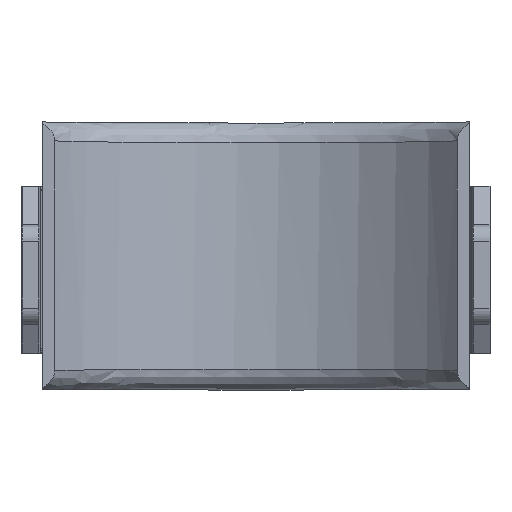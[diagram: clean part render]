
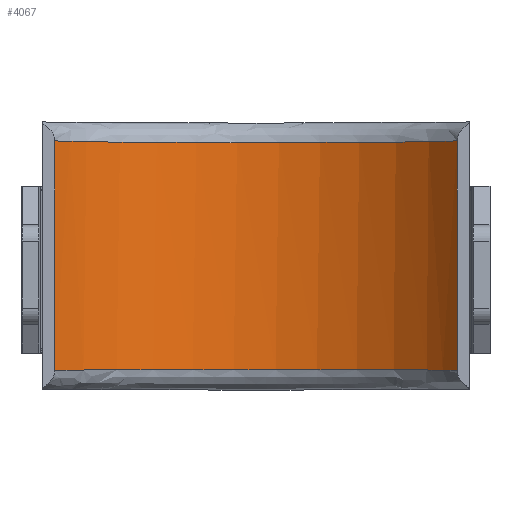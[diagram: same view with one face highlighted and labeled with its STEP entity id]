
A CAD part, front view. The second image highlights one B-rep face of the part: STEP entity #4067.
In plain terms, the highlighted cylindrical face has radius 38.5 mm (diameter 77 mm), a partial arc.
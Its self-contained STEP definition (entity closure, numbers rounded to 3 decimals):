
#177 = CARTESIAN_POINT ( 'NONE',  ( -2.933, -0.002, -16.999 ) ) ;
#231 = EDGE_LOOP ( 'NONE', ( #1214, #4018, #9485, #1757 ) ) ;
#288 = CARTESIAN_POINT ( 'NONE',  ( 19.32, -5.073, 17.018 ) ) ;
#356 = CARTESIAN_POINT ( 'NONE',  ( 2.864, -0.079, 16.999 ) ) ;
#393 = CARTESIAN_POINT ( 'NONE',  ( 21.743, -6.598, -17.031 ) ) ;
#467 = DIRECTION ( 'NONE',  ( 0., 0., -1. ) ) ;
#579 = CARTESIAN_POINT ( 'NONE',  ( 26.169, -10.252, 17.082 ) ) ;
#828 = VECTOR ( 'NONE', #467, 1000. ) ;
#1214 = ORIENTED_EDGE ( 'NONE', *, *, #1627, .T. ) ;
#1364 = CARTESIAN_POINT ( 'NONE',  ( 30.104, -14.5, -17.167 ) ) ;
#1406 = CARTESIAN_POINT ( 'NONE',  ( -14.089, -2.641, 17.004 ) ) ;
#1426 = CARTESIAN_POINT ( 'NONE',  ( -30.104, -14.5, 17.167 ) ) ;
#1444 = EDGE_CURVE ( 'NONE', #3577, #11130, #9137, .T. ) ;
#1627 = EDGE_CURVE ( 'NONE', #9886, #3577, #5275, .T. ) ;
#1665 = CARTESIAN_POINT ( 'NONE',  ( -30.104, -14.5, -17.167 ) ) ;
#1757 = ORIENTED_EDGE ( 'NONE', *, *, #7427, .T. ) ;
#1799 = CARTESIAN_POINT ( 'NONE',  ( -30.104, -14.5, 20. ) ) ;
#2540 = CARTESIAN_POINT ( 'NONE',  ( -9.968, -1.285, -17. ) ) ;
#2647 = CARTESIAN_POINT ( 'NONE',  ( -5.778, -0.328, 16.999 ) ) ;
#2679 = CARTESIAN_POINT ( 'NONE',  ( 11.357, -1.685, -17.001 ) ) ;
#2720 = CARTESIAN_POINT ( 'NONE',  ( -2.933, -0.002, 16.999 ) ) ;
#3172 = CARTESIAN_POINT ( 'NONE',  ( -30.104, -14.5, -17.167 ) ) ;
#3577 = VERTEX_POINT ( 'NONE', #3172 ) ;
#3650 = CARTESIAN_POINT ( 'NONE',  ( 5.742, -0.424, -16.999 ) ) ;
#3691 = CARTESIAN_POINT ( 'NONE',  ( 21.743, -6.598, 17.031 ) ) ;
#3896 = AXIS2_PLACEMENT_3D ( 'NONE', #6232, #14070, #6087 ) ;
#3909 = CARTESIAN_POINT ( 'NONE',  ( 14.063, -2.653, 17.005 ) ) ;
#4018 = ORIENTED_EDGE ( 'NONE', *, *, #1444, .T. ) ;
#4067 = ADVANCED_FACE ( 'NONE', ( #12003 ), #5036, .F. ) ;
#4342 = VERTEX_POINT ( 'NONE', #14452 ) ;
#4697 = CARTESIAN_POINT ( 'NONE',  ( 7.875, -0.807, -17. ) ) ;
#4808 = CARTESIAN_POINT ( 'NONE',  ( -28.296, -12.232, 17.114 ) ) ;
#4877 = CARTESIAN_POINT ( 'NONE',  ( 5.023, -0.322, 16.999 ) ) ;
#4910 = CARTESIAN_POINT ( 'NONE',  ( 25.094, -9.293, -17.067 ) ) ;
#4951 = CARTESIAN_POINT ( 'NONE',  ( 29.2, -13.366, 17.14 ) ) ;
#5020 = CARTESIAN_POINT ( 'NONE',  ( 24.545, -8.83, 17.061 ) ) ;
#5036 = CYLINDRICAL_SURFACE ( 'NONE', #3896, 38.5 ) ;
#5093 = CARTESIAN_POINT ( 'NONE',  ( -19.29, -5.058, 17.018 ) ) ;
#5238 = CARTESIAN_POINT ( 'NONE',  ( -30.104, -14.5, 17.167 ) ) ;
#5275 = LINE ( 'NONE', #1799, #828 ) ;
#5806 = CARTESIAN_POINT ( 'NONE',  ( 16.058, -3.501, -17.009 ) ) ;
#5886 = CARTESIAN_POINT ( 'NONE',  ( 26.696, -10.749, -17.091 ) ) ;
#5926 = CARTESIAN_POINT ( 'NONE',  ( -26.255, -10.192, 17.079 ) ) ;
#5945 = LINE ( 'NONE', #10452, #9186 ) ;
#5955 = CARTESIAN_POINT ( 'NONE',  ( -14.089, -2.641, -17.004 ) ) ;
#5996 = CARTESIAN_POINT ( 'NONE',  ( 28.235, -12.286, 17.118 ) ) ;
#6027 = CARTESIAN_POINT ( 'NONE',  ( 26.169, -10.252, -17.082 ) ) ;
#6087 = DIRECTION ( 'NONE',  ( -1., 0., 0. ) ) ;
#6104 = CARTESIAN_POINT ( 'NONE',  ( -11.351, -1.683, -17.001 ) ) ;
#6143 = CARTESIAN_POINT ( 'NONE',  ( -15.418, -3.193, 17.007 ) ) ;
#6213 = CARTESIAN_POINT ( 'NONE',  ( 30.104, -14.5, 17.167 ) ) ;
#6232 = CARTESIAN_POINT ( 'NONE',  ( 0., -38.5, 20. ) ) ;
#6917 = CARTESIAN_POINT ( 'NONE',  ( -5.778, -0.328, -16.999 ) ) ;
#7062 = CARTESIAN_POINT ( 'NONE',  ( 1.419, 0.001, -16.999 ) ) ;
#7172 = CARTESIAN_POINT ( 'NONE',  ( -9.968, -1.285, 17. ) ) ;
#7246 = CARTESIAN_POINT ( 'NONE',  ( -11.351, -1.683, 17.001 ) ) ;
#7427 = EDGE_CURVE ( 'NONE', #4342, #9886, #10782, .T. ) ;
#8017 = CARTESIAN_POINT ( 'NONE',  ( 9.978, -1.288, -17. ) ) ;
#8235 = CARTESIAN_POINT ( 'NONE',  ( 13.391, -2.397, -17.004 ) ) ;
#8346 = CARTESIAN_POINT ( 'NONE',  ( 16.058, -3.501, 17.009 ) ) ;
#8418 = CARTESIAN_POINT ( 'NONE',  ( 7.168, -0.666, 16.999 ) ) ;
#8497 = CARTESIAN_POINT ( 'NONE',  ( 9.978, -1.288, 17. ) ) ;
#8606 = CARTESIAN_POINT ( 'NONE',  ( 30.104, -14.5, -17.167 ) ) ;
#9137 = B_SPLINE_CURVE_WITH_KNOTS ( 'NONE', 3,
 ( #1665, #11718, #12677, #10537, #13862, #10613, #5955, #6104, #2540, #6917, #177, #7062, #13793, #9265, #3650, #12821, #4697, #8017, #2679, #8235, #12750, #11428, #5806, #11579, #393, #10459, #4910, #6027, #5886, #13720, #9408, #1364 ),
 .UNSPECIFIED., .F., .F.,
 ( 4, 2, 2, 2, 2, 2, 2, 2, 2, 2, 2, 2, 2, 2, 2, 4 ),
 ( 0., 0.009, 0.017, 0.022, 0.026, 0.035, 0.039, 0.041, 0.043, 0.048, 0.05, 0.052, 0.061, 0.063, 0.065, 0.069 ),
 .UNSPECIFIED. ) ;
#9186 = VECTOR ( 'NONE', #12882, 1000. ) ;
#9265 = CARTESIAN_POINT ( 'NONE',  ( 5.023, -0.322, -16.999 ) ) ;
#9408 = CARTESIAN_POINT ( 'NONE',  ( 29.2, -13.366, -17.14 ) ) ;
#9447 = CARTESIAN_POINT ( 'NONE',  ( 25.094, -9.293, 17.067 ) ) ;
#9485 = ORIENTED_EDGE ( 'NONE', *, *, #9911, .F. ) ;
#9518 = CARTESIAN_POINT ( 'NONE',  ( 13.391, -2.397, 17.004 ) ) ;
#9599 = CARTESIAN_POINT ( 'NONE',  ( -21.718, -6.578, 17.031 ) ) ;
#9886 = VERTEX_POINT ( 'NONE', #1426 ) ;
#9911 = EDGE_CURVE ( 'NONE', #4342, #11130, #5945, .T. ) ;
#10452 = CARTESIAN_POINT ( 'NONE',  ( 30.104, -14.5, 20. ) ) ;
#10459 = CARTESIAN_POINT ( 'NONE',  ( 24.545, -8.83, -17.061 ) ) ;
#10502 = CARTESIAN_POINT ( 'NONE',  ( 15.396, -3.205, 17.007 ) ) ;
#10537 = CARTESIAN_POINT ( 'NONE',  ( -21.718, -6.578, -17.031 ) ) ;
#10613 = CARTESIAN_POINT ( 'NONE',  ( -15.418, -3.193, -17.007 ) ) ;
#10719 = CARTESIAN_POINT ( 'NONE',  ( 26.696, -10.749, 17.091 ) ) ;
#10782 = B_SPLINE_CURVE_WITH_KNOTS ( 'NONE', 3,
 ( #6213, #4951, #5996, #10719, #579, #9447, #5020, #3691, #288, #8346, #10502, #3909, #9518, #11688, #8497, #12862, #8418, #12788, #4877, #356, #11761, #2720, #2647, #7172, #7246, #1406, #6143, #5093, #9599, #5926, #4808, #5238 ),
 .UNSPECIFIED., .F., .F.,
 ( 4, 2, 2, 2, 2, 2, 2, 2, 2, 2, 2, 2, 2, 2, 2, 4 ),
 ( 0., 0.004, 0.007, 0.009, 0.017, 0.02, 0.022, 0.026, 0.028, 0.03, 0.035, 0.043, 0.048, 0.052, 0.061, 0.07 ),
 .UNSPECIFIED. ) ;
#11130 = VERTEX_POINT ( 'NONE', #8606 ) ;
#11428 = CARTESIAN_POINT ( 'NONE',  ( 15.396, -3.205, -17.007 ) ) ;
#11579 = CARTESIAN_POINT ( 'NONE',  ( 19.32, -5.073, -17.018 ) ) ;
#11688 = CARTESIAN_POINT ( 'NONE',  ( 11.357, -1.685, 17.001 ) ) ;
#11718 = CARTESIAN_POINT ( 'NONE',  ( -28.296, -12.232, -17.114 ) ) ;
#11761 = CARTESIAN_POINT ( 'NONE',  ( 1.419, 0.001, 16.999 ) ) ;
#12003 = FACE_OUTER_BOUND ( 'NONE', #231, .T. ) ;
#12677 = CARTESIAN_POINT ( 'NONE',  ( -26.255, -10.192, -17.079 ) ) ;
#12750 = CARTESIAN_POINT ( 'NONE',  ( 14.063, -2.653, -17.005 ) ) ;
#12788 = CARTESIAN_POINT ( 'NONE',  ( 5.742, -0.424, 16.999 ) ) ;
#12821 = CARTESIAN_POINT ( 'NONE',  ( 7.168, -0.666, -16.999 ) ) ;
#12862 = CARTESIAN_POINT ( 'NONE',  ( 7.875, -0.807, 17. ) ) ;
#12882 = DIRECTION ( 'NONE',  ( 0., 0., -1. ) ) ;
#13720 = CARTESIAN_POINT ( 'NONE',  ( 28.235, -12.286, -17.118 ) ) ;
#13793 = CARTESIAN_POINT ( 'NONE',  ( 2.864, -0.079, -16.999 ) ) ;
#13862 = CARTESIAN_POINT ( 'NONE',  ( -19.29, -5.058, -17.018 ) ) ;
#14070 = DIRECTION ( 'NONE',  ( 0., 0., -1. ) ) ;
#14452 = CARTESIAN_POINT ( 'NONE',  ( 30.104, -14.5, 17.167 ) ) ;
